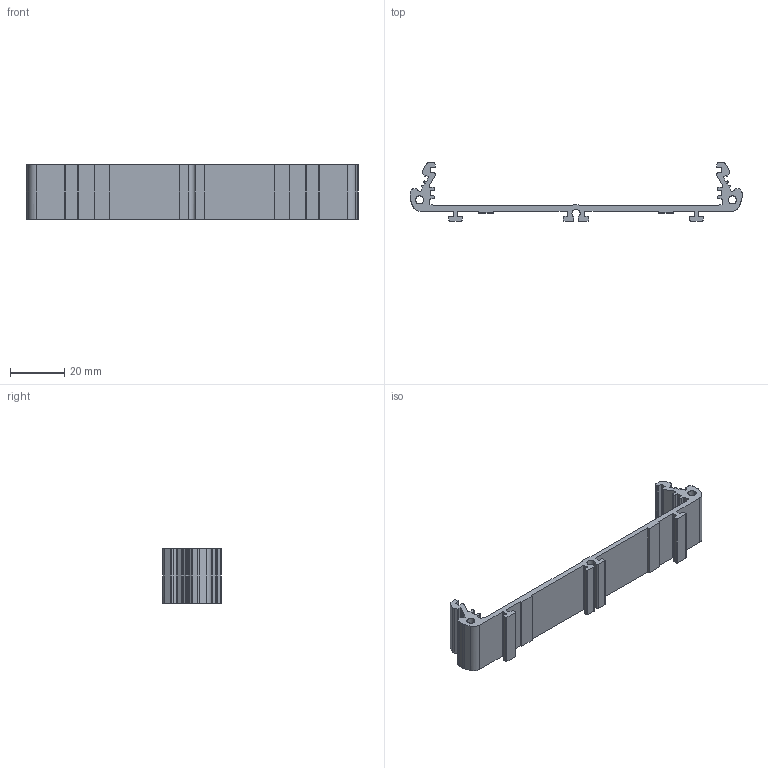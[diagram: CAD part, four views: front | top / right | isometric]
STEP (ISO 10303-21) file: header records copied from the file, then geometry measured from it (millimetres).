
FILE_DESCRIPTION (( 'STEP AP214' ), '1' );
FILE_NAME ('C39205.STEP', '2016-09-25T20:05:21', ( 'Alexey' ), ( '' ), 'SwSTEP 2.0', 'SolidWorks 2016', '' );
FILE_SCHEMA (( 'AUTOMOTIVE_DESIGN' ));
Length unit declared in the file: millimetre
Products named in the file (2): C39205
Bounding box: 122.6 x 21.5 x 20 mm (x, y, z)
Volume: 8460.3 mm3; surface area: 9033.5 mm2
Topology: 1 solids, 1 shells, 208 faces, 630 edges, 424 vertices
Faces by surface type: cylinder 106, plane 102
Entity records: 9927 total; most frequent: CARTESIAN_POINT 2246, ORIENTED_EDGE 1260, DIRECTION 938, EDGE_CURVE 630, VERTEX_POINT 424, AXIS2_PLACEMENT_3D 316, LINE 306, VECTOR 306
